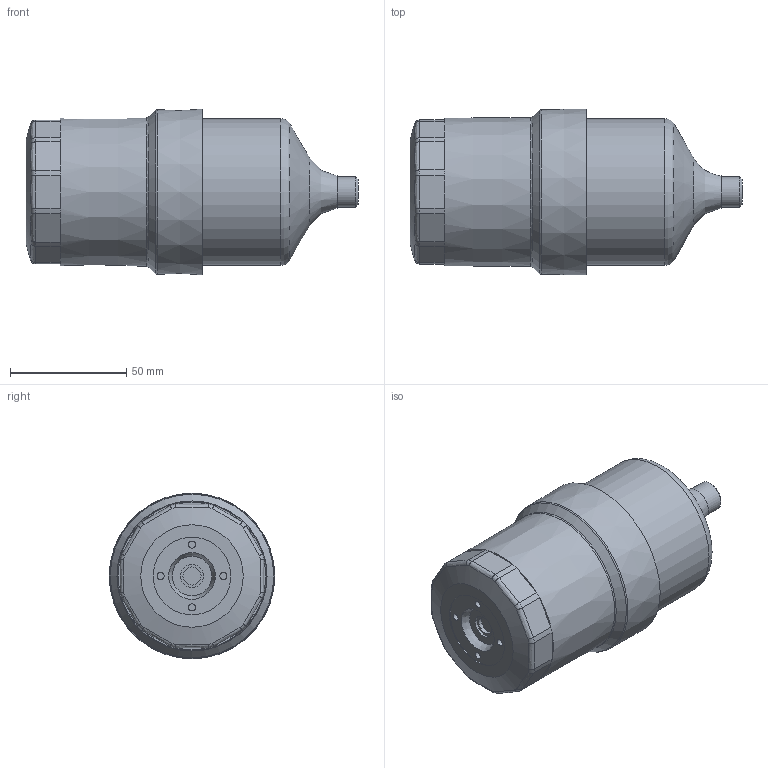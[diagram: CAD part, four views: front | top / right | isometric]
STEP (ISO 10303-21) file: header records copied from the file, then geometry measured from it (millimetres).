
FILE_DESCRIPTION((''),'2;1');
FILE_NAME('STAR_CONTROL60.stp','2005-11-22T11:42:37',('ScheitB'),(''),'Autodesk Inventor 10','Autodesk Inventor 10','');
FILE_SCHEMA(('AUTOMOTIVE_DESIGN { 1 0 10303 214 1 1 1 1 }'));
Length unit declared in the file: millimetre
Products named in the file (1): STAR_CONTROL60
Bounding box: 142.5 x 71.1 x 71.1 mm (x, y, z)
Volume: 386198.1 mm3; surface area: 31206.6 mm2
Topology: 1 solids, 1 shells, 94 faces, 215 edges, 133 vertices
Faces by surface type: plane 36, cylinder 21, bspline 16, torus 14, cone 7
Full cylindrical faces by diameter (mm): 3 x4, 7.8 x1, 10 x1, 13.157 x1, 33.3 x1, 63 x1
Entity records: 3295 total; most frequent: CARTESIAN_POINT 1403, ORIENTED_EDGE 376, DIRECTION 354, EDGE_CURVE 188, AXIS2_PLACEMENT_3D 159, VERTEX_POINT 128, EDGE_LOOP 126, FACE_OUTER_BOUND 94
